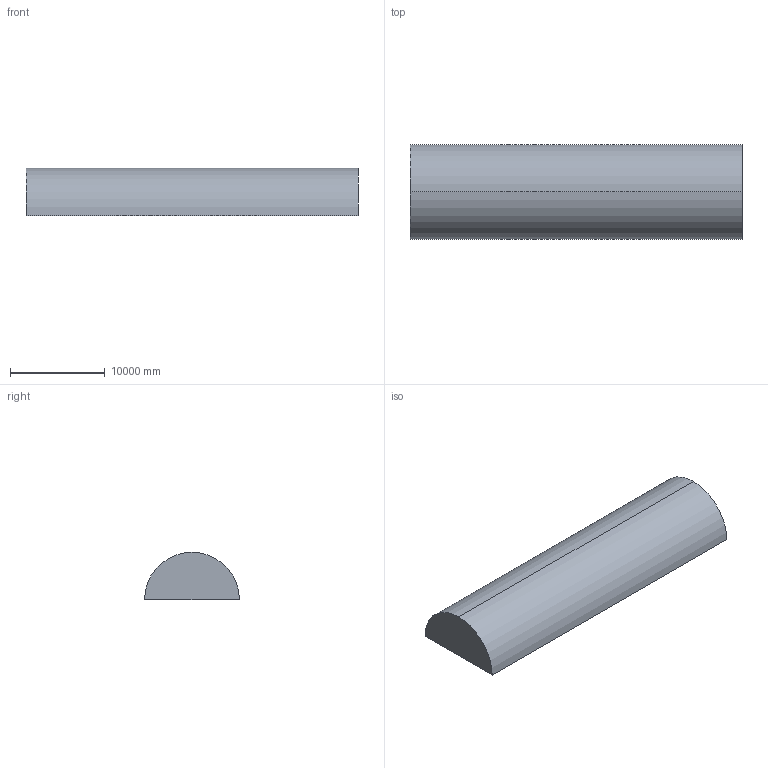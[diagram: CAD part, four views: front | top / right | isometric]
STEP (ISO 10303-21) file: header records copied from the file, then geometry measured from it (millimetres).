
FILE_DESCRIPTION (( 'STEP AP203' ), '1' );
FILE_NAME ('CFDforebodySWstep.STEP', '2025-07-22T08:21:10', ( '' ), ( '' ), 'SwSTEP 2.0', 'SolidWorks 2024', '' );
FILE_SCHEMA (( 'CONFIG_CONTROL_DESIGN' ));
Length unit declared in the file: millimetre
Products named in the file (1): CFDforebodySWstep
Bounding box: 35000 x 10000 x 5000 mm (x, y, z)
Volume: 1374444438525 mm3; surface area: 978364966.1 mm2
Topology: 1 solids, 1 shells, 12 faces, 27 edges, 16 vertices
Faces by surface type: torus 4, plane 4, cylinder 4
Entity records: 406 total; most frequent: DIRECTION 67, CARTESIAN_POINT 54, ORIENTED_EDGE 50, AXIS2_PLACEMENT_3D 29, EDGE_CURVE 25, VERTEX_POINT 16, CIRCLE 16, EDGE_LOOP 13
